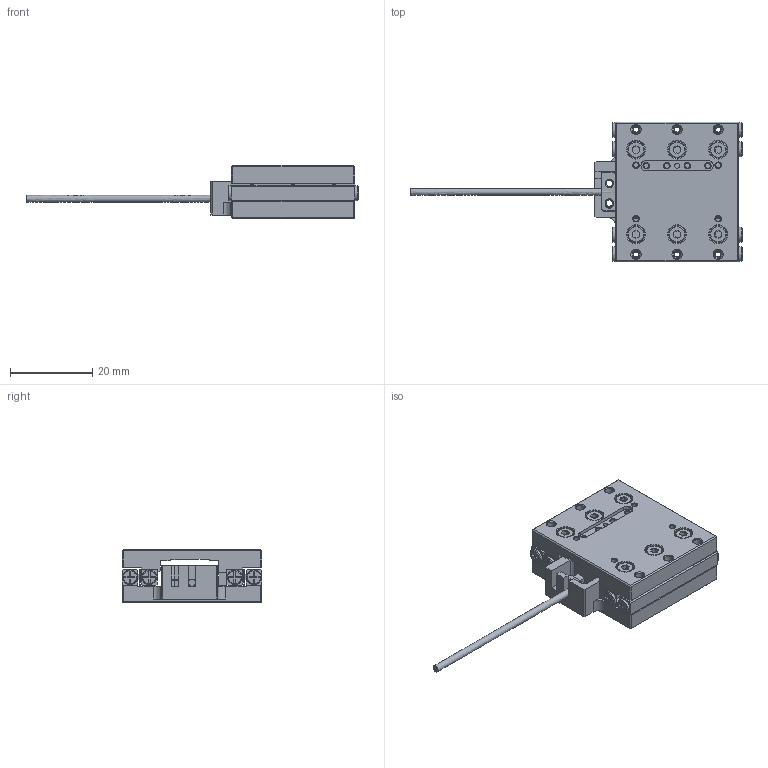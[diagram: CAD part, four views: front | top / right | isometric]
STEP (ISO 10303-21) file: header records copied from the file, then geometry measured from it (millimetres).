
FILE_DESCRIPTION(/* description */ (''),/* implementation_level */ '2;1');
FILE_NAME(/* name */ 'assy_1101_030_000_J6.stp',/* time_stamp */ '2024-03-18T17:02:38+01:00',/* author */ (''),/* organization */ (''),/* preprocessor_version */ 'ST-DEVELOPER v16',/* originating_system */ 'SIEMENS PLM Software NX 10.0',/* authorisation */ '');
FILE_SCHEMA (('AUTOMOTIVE_DESIGN { 1 0 10303 214 3 1 1 1 }'));
Length unit declared in the file: millimetre
Products named in the file (10): SV1030__7Z_Body; SV1030__7Z_Roller; Bout_M2_L6; cable; plaatje_trekontlasting_A; ceramic_ruler_W3_T2_L30; top_plate_1101_030_002_H4; bottom_plate_1101_030_001_J4; SV1030_7Z; assy_1101_030_000_J6
Assembly tree (16 placements, depth 3):
  assy_1101_030_000_J6
    bottom_plate_1101_030_001_J4
    top_plate_1101_030_002_H4
    SV1030_7Z  x2
      SV1030__7Z_Roller
      SV1030__7Z_Body
    ceramic_ruler_W3_T2_L30
    plaatje_trekontlasting_A
    cable
    Bout_M2_L6  x6
Bounding box: 80.8 x 34 x 13 mm (x, y, z)
Volume: 11905.3 mm3; surface area: 10883.7 mm2
Topology: 17 solids, 17 shells, 820 faces, 2153 edges, 1372 vertices
Faces by surface type: plane 504, cylinder 156, cone 135, bspline 19, torus 6
Full cylindrical faces by diameter (mm): 1.25 x15, 1.567 x12, 1.6 x6, 1.675 x4, 1.7 x2, 2 x1, 2.05 x7, 2.4 x6, 3 x12, 3.4 x4, 3.6 x8, 4 x6, 4.4 x6
Entity records: 18322 total; most frequent: CARTESIAN_POINT 6715, DIRECTION 2297, ORIENTED_EDGE 2202, EDGE_CURVE 1101, VERTEX_POINT 781, AXIS2_PLACEMENT_3D 776, LINE 745, VECTOR 745
